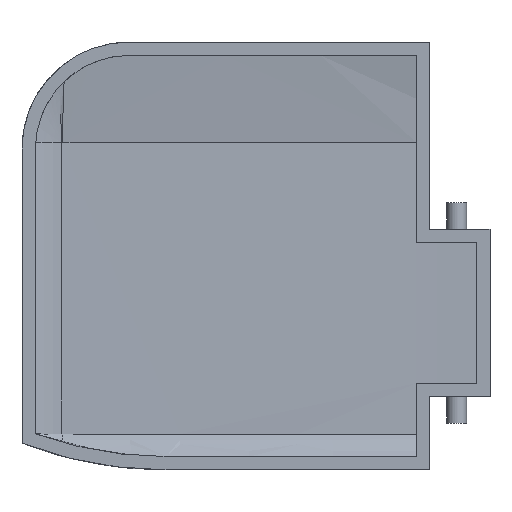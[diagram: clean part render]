
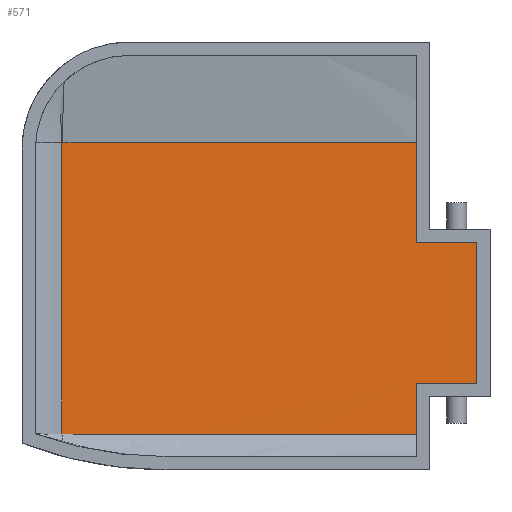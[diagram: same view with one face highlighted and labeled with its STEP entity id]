
A CAD part, top view. The second image highlights one B-rep face of the part: STEP entity #571.
In plain terms, the highlighted cylindrical face has radius 899 mm (diameter 1798 mm), a partial arc.
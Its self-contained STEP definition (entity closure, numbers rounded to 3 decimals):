
#3=CARTESIAN_POINT('POINT2',(-32.009,
   11.48,-72.496));
#4=VERTEX_POINT('VERTEX2',#3);
#313=CARTESIAN_POINT('POINT4',(-32.009,
   -10.314,-72.496));
#314=VERTEX_POINT('VERTEX4',#313);
#324=CARTESIAN_POINT('POS2',(-32.009,-13.5,
   -72.496));
#325=DIRECTION('DIR3',(0.,1.,0.));
#326=VECTOR('VEC1',#325,1.);
#327=LINE('STRAIGHT1',#324,#326);
#328=EDGE_CURVE('EDGE5',#314,#4,#327,.T.);
#458=CARTESIAN_POINT('POINT8',(-5.5,
   -10.314,-73.639));
#459=VERTEX_POINT('VERTEX8',#458);
#460=CARTESIAN_POINT('POS6',(19.967,
   -10.314,825.));
#461=DIRECTION('DIR9',(0.,1.,0.));
#462=DIRECTION('DIR10',(1.,0.,0.));
#463=AXIS2_PLACEMENT_3D('AXIS4',#460,#461,#462);
#464=CIRCLE('ELLIPSE3',#463,899.);
#465=EDGE_CURVE('EDGE10',#459,#314,#464,.T.);
#511=CARTESIAN_POINT('POINT11',(-1.,4.,
   -73.755));
#512=VERTEX_POINT('VERTEX11',#511);
#513=CARTESIAN_POINT('POINT12',(-5.5,4.,
   -73.639));
#514=VERTEX_POINT('VERTEX12',#513);
#515=CARTESIAN_POINT('POS9',(19.967,4.,825.));
#516=DIRECTION('DIR15',(0.,1.,0.));
#517=DIRECTION('DIR16',(1.,0.,0.));
#518=AXIS2_PLACEMENT_3D('AXIS7',#515,#516,#517);
#519=CIRCLE('ELLIPSE5',#518,899.);
#520=EDGE_CURVE('EDGE14',#512,#514,#519,.T.);
#521=ORIENTED_EDGE('COEDGE17',*,*,#520,.T.);
#522=CARTESIAN_POINT('POINT13',(-5.5,11.48,
   -73.639));
#523=VERTEX_POINT('VERTEX13',#522);
#524=CARTESIAN_POINT('POS10',(-5.5,-13.5,
   -73.639));
#525=DIRECTION('DIR17',(0.,1.,0.));
#526=VECTOR('VEC3',#525,1.);
#527=LINE('STRAIGHT3',#524,#526);
#528=EDGE_CURVE('EDGE15',#514,#523,#527,.T.);
#529=ORIENTED_EDGE('COEDGE18',*,*,#528,.T.);
#530=(BOUNDED_CURVE() B_SPLINE_CURVE(3,(#531,#532,#533,#534,#535,#536),
   .UNSPECIFIED.,.F.,.F.) B_SPLINE_CURVE_WITH_KNOTS((4,2,4),(
   0.133,0.333,0.575),
   .UNSPECIFIED.) CURVE() GEOMETRIC_REPRESENTATION_ITEM() 
   RATIONAL_B_SPLINE_CURVE((1.,1.,
   1.,1.,1.,
   1.)) REPRESENTATION_ITEM('SPLINE_CRV8'));
#531=CARTESIAN_POINT('',(-32.009,11.48,
   -72.496));
#532=CARTESIAN_POINT('',(-28.004,11.48,
   -72.728));
#533=CARTESIAN_POINT('',(-23.996,11.48,
   -72.933));
#534=CARTESIAN_POINT('',(-15.16,11.48,
   -73.326));
#535=CARTESIAN_POINT('',(-10.331,11.48,
   -73.502));
#536=CARTESIAN_POINT('',(-5.5,11.48,
   -73.639));
#537=EDGE_CURVE('EDGE16',#4,#523,#530,.T.);
#538=ORIENTED_EDGE('COEDGE19',*,*,#537,.F.);
#539=ORIENTED_EDGE('COEDGE20',*,*,#328,.F.);
#540=ORIENTED_EDGE('COEDGE21',*,*,#465,.F.);
#541=CARTESIAN_POINT('POINT14',(-5.5,-6.5,
   -73.639));
#542=VERTEX_POINT('VERTEX14',#541);
#543=CARTESIAN_POINT('POS11',(-5.5,-13.5,
   -73.639));
#544=DIRECTION('DIR18',(0.,1.,0.));
#545=VECTOR('VEC4',#544,1.);
#546=LINE('STRAIGHT4',#543,#545);
#547=EDGE_CURVE('EDGE17',#459,#542,#546,.T.);
#548=ORIENTED_EDGE('COEDGE22',*,*,#547,.T.);
#549=CARTESIAN_POINT('POINT15',(-1.,-6.5,
   -73.755));
#550=VERTEX_POINT('VERTEX15',#549);
#551=CARTESIAN_POINT('POS12',(19.967,-6.5,825.)
   );
#552=DIRECTION('DIR19',(0.,-1.,0.));
#553=DIRECTION('DIR20',(1.,0.,0.));
#554=AXIS2_PLACEMENT_3D('AXIS8',#551,#552,#553);
#555=CIRCLE('ELLIPSE6',#554,899.);
#556=EDGE_CURVE('EDGE18',#550,#542,#555,.F.);
#557=ORIENTED_EDGE('COEDGE23',*,*,#556,.F.);
#558=CARTESIAN_POINT('POS13',(-1.,-13.5,
   -73.755));
#559=DIRECTION('DIR21',(0.,1.,0.));
#560=VECTOR('VEC5',#559,1.);
#561=LINE('STRAIGHT5',#558,#560);
#562=EDGE_CURVE('EDGE19',#550,#512,#561,.T.);
#563=ORIENTED_EDGE('COEDGE24',*,*,#562,.T.);
#564=EDGE_LOOP('NONE',(#521,#529,#538,#539,#540,#548,#557,#563));
#565=FACE_BOUND('LOOP1',#564,.T.);
#566=CARTESIAN_POINT('POS14',(19.967,-13.5,825.
   ));
#567=DIRECTION('DIR22',(0.,1.,0.));
#568=DIRECTION('DIR23',(1.,0.,0.));
#569=AXIS2_PLACEMENT_3D('AXIS9',#566,#567,#568);
#570=CYLINDRICAL_SURFACE('CONE_SURF2',#569,899.);
#571=ADVANCED_FACE('FACE5',(#565),#570,.F.);
